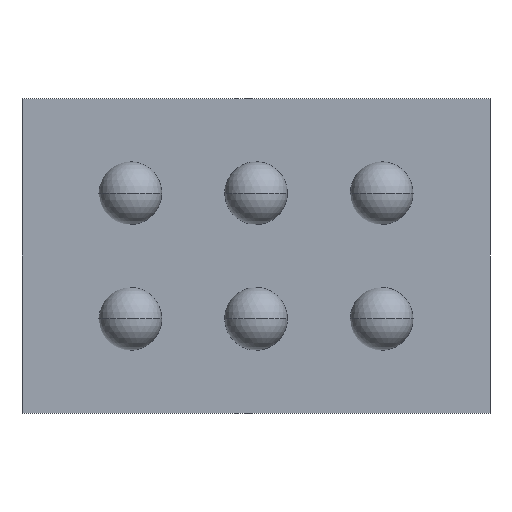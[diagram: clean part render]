
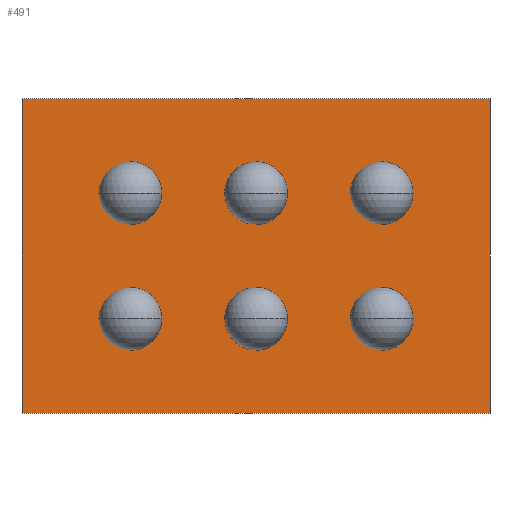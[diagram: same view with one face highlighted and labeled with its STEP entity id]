
A CAD part, front view. The second image highlights one B-rep face of the part: STEP entity #491.
In plain terms, the highlighted planar face has unit normal (0, -1, 0).
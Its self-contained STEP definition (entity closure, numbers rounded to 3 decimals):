
#344 = CARTESIAN_POINT ( 'NONE',  ( 0.745, 0.12, 0.5 ) ) ;
#345 = VERTEX_POINT ( 'NONE', #344 ) ;
#346 = CARTESIAN_POINT ( 'NONE',  ( 0.745, 0.12, -0.5 ) ) ;
#347 = VERTEX_POINT ( 'NONE', #346 ) ;
#348 = CARTESIAN_POINT ( 'NONE',  ( 0.745, 0.12, 0.5 ) ) ;
#349 = DIRECTION ( 'NONE',  ( 0., 0., -1. ) ) ;
#350 = VECTOR ( 'NONE', #349, 1000. ) ;
#351 = LINE ( 'NONE', #348, #350 ) ;
#352 = EDGE_CURVE ( 'NONE', #345, #347, #351, .T. ) ;
#384 = CARTESIAN_POINT ( 'NONE',  ( -0.745, 0.12, -0.5 ) ) ;
#385 = VERTEX_POINT ( 'NONE', #384 ) ;
#386 = CARTESIAN_POINT ( 'NONE',  ( -0.745, 0.12, -0.5 ) ) ;
#387 = DIRECTION ( 'NONE',  ( -1., 0., 0. ) ) ;
#388 = VECTOR ( 'NONE', #387, 1000. ) ;
#389 = LINE ( 'NONE', #386, #388 ) ;
#390 = EDGE_CURVE ( 'NONE', #347, #385, #389, .T. ) ;
#415 = CARTESIAN_POINT ( 'NONE',  ( -0.745, 0.12, 0.5 ) ) ;
#416 = VERTEX_POINT ( 'NONE', #415 ) ;
#417 = CARTESIAN_POINT ( 'NONE',  ( -0.745, 0.12, 0.5 ) ) ;
#418 = DIRECTION ( 'NONE',  ( 0., 0., 1. ) ) ;
#419 = VECTOR ( 'NONE', #418, 1000. ) ;
#420 = LINE ( 'NONE', #417, #419 ) ;
#421 = EDGE_CURVE ( 'NONE', #385, #416, #420, .T. ) ;
#446 = CARTESIAN_POINT ( 'NONE',  ( -0.745, 0.12, 0.5 ) ) ;
#447 = DIRECTION ( 'NONE',  ( 1., 0., 0. ) ) ;
#448 = VECTOR ( 'NONE', #447, 1000. ) ;
#449 = LINE ( 'NONE', #446, #448 ) ;
#450 = EDGE_CURVE ( 'NONE', #416, #345, #449, .T. ) ;
#480 = ORIENTED_EDGE ( 'NONE', *, *, #352, .F. ) ;
#481 = ORIENTED_EDGE ( 'NONE', *, *, #450, .F. ) ;
#482 = ORIENTED_EDGE ( 'NONE', *, *, #421, .F. ) ;
#483 = ORIENTED_EDGE ( 'NONE', *, *, #390, .F. ) ;
#484 = EDGE_LOOP ( 'NONE', ( #480, #481, #482, #483 ) ) ;
#485 = FACE_OUTER_BOUND ( 'NONE', #484, .T. ) ;
#486 = CARTESIAN_POINT ( 'NONE',  ( 0., 0.12, 0. ) ) ;
#487 = DIRECTION ( 'NONE',  ( 0., -1., 0. ) ) ;
#488 = DIRECTION ( 'NONE',  ( 0., 0., -1. ) ) ;
#489 = AXIS2_PLACEMENT_3D ( 'NONE', #486, #487, #488 ) ;
#490 = PLANE ( 'NONE', #489 ) ;
#491 = ADVANCED_FACE ( 'NONE', ( #485 ), #490, .T. ) ;
